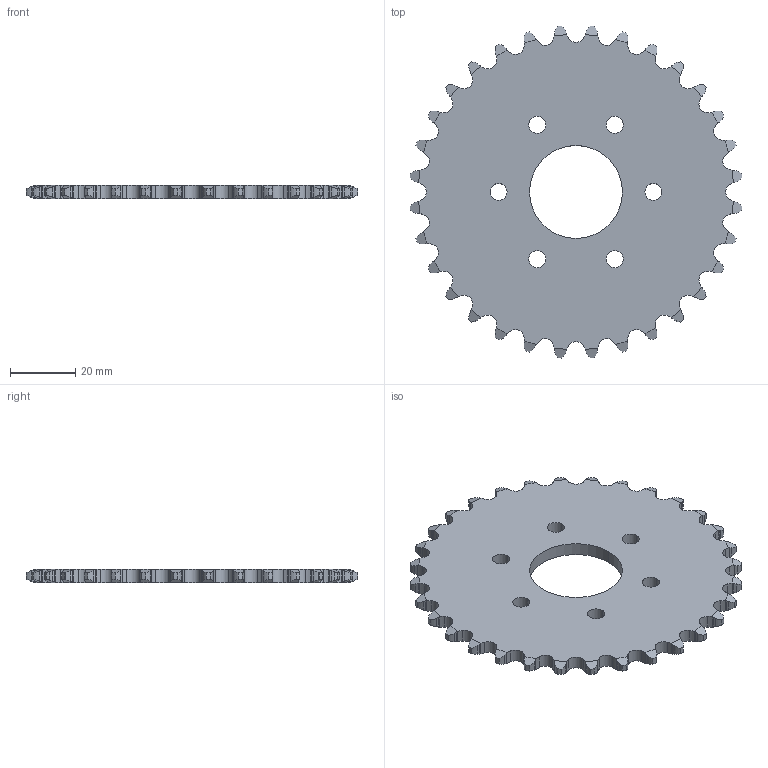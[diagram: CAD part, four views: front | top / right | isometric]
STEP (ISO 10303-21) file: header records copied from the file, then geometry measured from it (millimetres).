
FILE_DESCRIPTION (( 'STEP AP214' ), '1' );
FILE_NAME ('am-0221 S35-32L Sprocket.STEP', '2016-01-29T19:42:32', ( '' ), ( '' ), 'SwSTEP 2.0', 'SolidWorks 2014', '' );
FILE_SCHEMA (( 'AUTOMOTIVE_DESIGN' ));
Length unit declared in the file: inch
Products named in the file (1): am-0221 S35-32L Sprocket
Bounding box: 102.14 x 102.14 x 4.06 mm (x, y, z)
Volume: 26403.1 mm3; surface area: 15612.9 mm2
Topology: 1 solids, 1 shells, 419 faces, 1251 edges, 834 vertices
Faces by surface type: cylinder 225, plane 130, cone 64
Entity records: 14999 total; most frequent: CARTESIAN_POINT 4325, ORIENTED_EDGE 2502, DIRECTION 1941, EDGE_CURVE 1251, VERTEX_POINT 834, AXIS2_PLACEMENT_3D 794, B_SPLINE_CURVE_WITH_KNOTS 524, EDGE_LOOP 433
